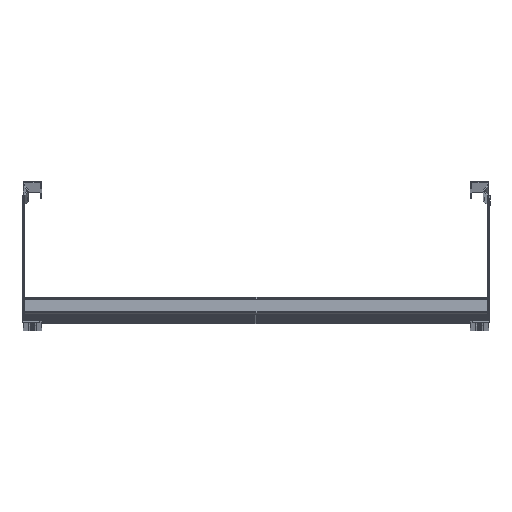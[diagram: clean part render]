
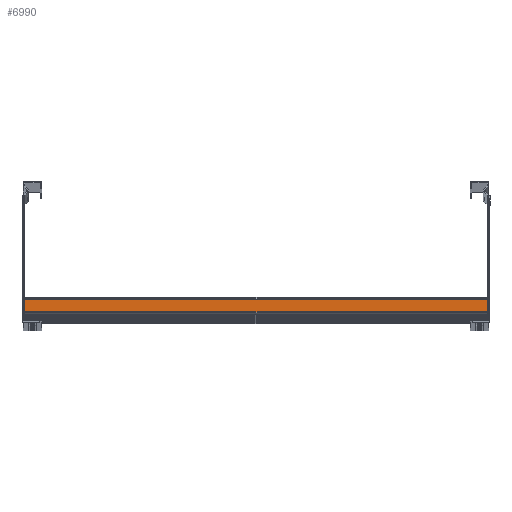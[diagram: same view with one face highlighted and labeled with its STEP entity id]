
A CAD part, top view. The second image highlights one B-rep face of the part: STEP entity #6990.
In plain terms, the highlighted face is planar.
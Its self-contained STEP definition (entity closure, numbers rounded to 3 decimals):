
#734 = CARTESIAN_POINT ( 'NONE',  ( 18., 15.5, 248.5 ) ) ;
#1038 = PLANE ( 'NONE',  #14518 ) ;
#2374 = EDGE_CURVE ( 'NONE', #34033, #21991, #15745, .T. ) ;
#2824 = VECTOR ( 'NONE', #17492, 1000. ) ;
#3743 = CARTESIAN_POINT ( 'NONE',  ( 18., 18., -248.5 ) ) ;
#4408 = DIRECTION ( 'NONE',  ( 0., 0., -1. ) ) ;
#6455 = VERTEX_POINT ( 'NONE', #14683 ) ;
#6856 = DIRECTION ( 'NONE',  ( 0., 0., -1. ) ) ;
#6990 = ADVANCED_FACE ( 'NONE', ( #14835 ), #1038, .T. ) ;
#8197 = VERTEX_POINT ( 'NONE', #10937 ) ;
#8450 = VECTOR ( 'NONE', #15908, 1000. ) ;
#8879 = DIRECTION ( 'NONE',  ( 0., 0., -1. ) ) ;
#9823 = ORIENTED_EDGE ( 'NONE', *, *, #25547, .F. ) ;
#10937 = CARTESIAN_POINT ( 'NONE',  ( 18., 2.5, -248.5 ) ) ;
#13441 = VECTOR ( 'NONE', #4408, 1000. ) ;
#13644 = EDGE_CURVE ( 'NONE', #21991, #8197, #23167, .T. ) ;
#14518 = AXIS2_PLACEMENT_3D ( 'NONE', #25475, #17027, #8879 ) ;
#14683 = CARTESIAN_POINT ( 'NONE',  ( 18., 15.5, -248.5 ) ) ;
#14835 = FACE_OUTER_BOUND ( 'NONE', #17125, .T. ) ;
#15515 = CARTESIAN_POINT ( 'NONE',  ( 18., 15.5, 248.5 ) ) ;
#15745 = LINE ( 'NONE', #35000, #8450 ) ;
#15908 = DIRECTION ( 'NONE',  ( 0., -1., 0. ) ) ;
#15921 = VECTOR ( 'NONE', #6856, 1000. ) ;
#16232 = EDGE_CURVE ( 'NONE', #34033, #6455, #20719, .T. ) ;
#17027 = DIRECTION ( 'NONE',  ( 1., 0., 0. ) ) ;
#17125 = EDGE_LOOP ( 'NONE', ( #9823, #28435, #19681, #17290 ) ) ;
#17290 = ORIENTED_EDGE ( 'NONE', *, *, #13644, .T. ) ;
#17492 = DIRECTION ( 'NONE',  ( 0., -1., 0. ) ) ;
#19681 = ORIENTED_EDGE ( 'NONE', *, *, #2374, .T. ) ;
#20719 = LINE ( 'NONE', #15515, #13441 ) ;
#21991 = VERTEX_POINT ( 'NONE', #23720 ) ;
#23167 = LINE ( 'NONE', #31101, #15921 ) ;
#23720 = CARTESIAN_POINT ( 'NONE',  ( 18., 2.5, 248.5 ) ) ;
#25002 = LINE ( 'NONE', #3743, #2824 ) ;
#25475 = CARTESIAN_POINT ( 'NONE',  ( 18., 18., 248.5 ) ) ;
#25547 = EDGE_CURVE ( 'NONE', #6455, #8197, #25002, .T. ) ;
#28435 = ORIENTED_EDGE ( 'NONE', *, *, #16232, .F. ) ;
#31101 = CARTESIAN_POINT ( 'NONE',  ( 18., 2.5, 248.5 ) ) ;
#34033 = VERTEX_POINT ( 'NONE', #734 ) ;
#35000 = CARTESIAN_POINT ( 'NONE',  ( 18., 18., 248.5 ) ) ;
